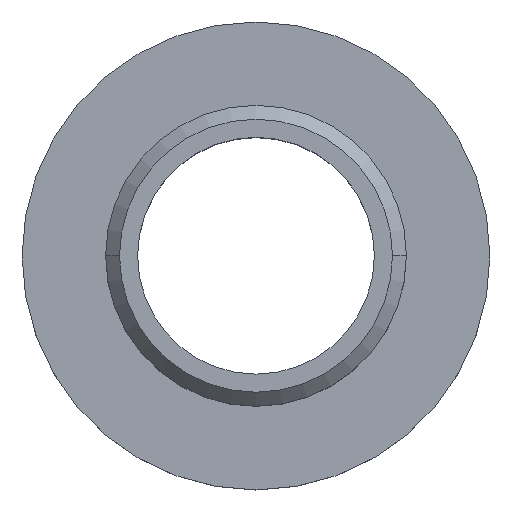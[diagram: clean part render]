
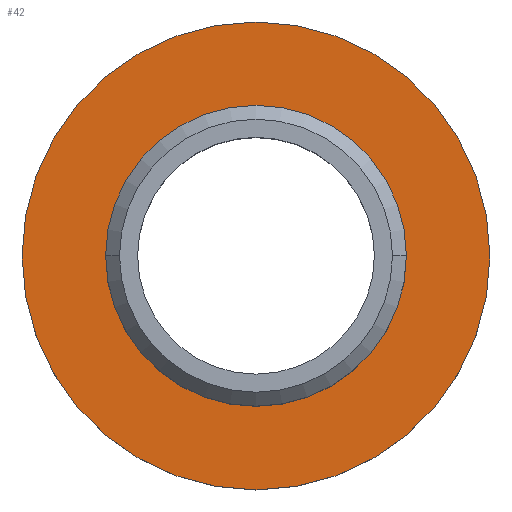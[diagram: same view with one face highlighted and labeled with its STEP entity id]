
A CAD part, top view. The second image highlights one B-rep face of the part: STEP entity #42.
In plain terms, the highlighted planar face has unit normal (0, 0, 1).
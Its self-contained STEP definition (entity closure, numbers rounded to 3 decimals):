
#6 = DIRECTION ( 'NONE',  ( 1., 0., 0. ) ) ;
#19 = ORIENTED_EDGE ( 'NONE', *, *, #152, .F. ) ;
#21 = FACE_OUTER_BOUND ( 'NONE', #137, .T. ) ;
#26 = AXIS2_PLACEMENT_3D ( 'NONE', #217, #162, #33 ) ;
#33 = DIRECTION ( 'NONE',  ( 1., 0., 0. ) ) ;
#37 = EDGE_CURVE ( 'NONE', #265, #277, #218, .T. ) ;
#42 = ADVANCED_FACE ( 'NONE', ( #21, #285 ), #233, .T. ) ;
#61 = DIRECTION ( 'NONE',  ( 0., 0., 1. ) ) ;
#75 = DIRECTION ( 'NONE',  ( 1., 0., 0. ) ) ;
#76 = VERTEX_POINT ( 'NONE', #340 ) ;
#84 = CIRCLE ( 'NONE', #26, 27. ) ;
#86 = AXIS2_PLACEMENT_3D ( 'NONE', #161, #292, #342 ) ;
#87 = CARTESIAN_POINT ( 'NONE',  ( 0., 0., -22. ) ) ;
#117 = AXIS2_PLACEMENT_3D ( 'NONE', #87, #61, #6 ) ;
#124 = ORIENTED_EDGE ( 'NONE', *, *, #326, .T. ) ;
#130 = AXIS2_PLACEMENT_3D ( 'NONE', #309, #208, #226 ) ;
#137 = EDGE_LOOP ( 'NONE', ( #262, #124 ) ) ;
#152 = EDGE_CURVE ( 'NONE', #76, #237, #168, .T. ) ;
#158 = CARTESIAN_POINT ( 'NONE',  ( 42., 0., -22. ) ) ;
#161 = CARTESIAN_POINT ( 'NONE',  ( 0., 0., -22. ) ) ;
#162 = DIRECTION ( 'NONE',  ( 0., 0., 1. ) ) ;
#168 = CIRCLE ( 'NONE', #86, 27. ) ;
#179 = CARTESIAN_POINT ( 'NONE',  ( 42., 0., -22. ) ) ;
#207 = ORIENTED_EDGE ( 'NONE', *, *, #279, .F. ) ;
#208 = DIRECTION ( 'NONE',  ( 0., 0., 1. ) ) ;
#217 = CARTESIAN_POINT ( 'NONE',  ( 0., 0., -22. ) ) ;
#218 = CIRCLE ( 'NONE', #130, 42. ) ;
#226 = DIRECTION ( 'NONE',  ( 1., 0., 0. ) ) ;
#233 = PLANE ( 'NONE',  #267 ) ;
#237 = VERTEX_POINT ( 'NONE', #257 ) ;
#257 = CARTESIAN_POINT ( 'NONE',  ( -27., 0., -22. ) ) ;
#262 = ORIENTED_EDGE ( 'NONE', *, *, #37, .T. ) ;
#265 = VERTEX_POINT ( 'NONE', #158 ) ;
#267 = AXIS2_PLACEMENT_3D ( 'NONE', #179, #287, #75 ) ;
#277 = VERTEX_POINT ( 'NONE', #313 ) ;
#279 = EDGE_CURVE ( 'NONE', #237, #76, #84, .T. ) ;
#285 = FACE_BOUND ( 'NONE', #314, .T. ) ;
#287 = DIRECTION ( 'NONE',  ( 0., 0., 1. ) ) ;
#292 = DIRECTION ( 'NONE',  ( 0., 0., 1. ) ) ;
#309 = CARTESIAN_POINT ( 'NONE',  ( 0., 0., -22. ) ) ;
#313 = CARTESIAN_POINT ( 'NONE',  ( -42., 0., -22. ) ) ;
#314 = EDGE_LOOP ( 'NONE', ( #19, #207 ) ) ;
#326 = EDGE_CURVE ( 'NONE', #277, #265, #328, .T. ) ;
#328 = CIRCLE ( 'NONE', #117, 42. ) ;
#340 = CARTESIAN_POINT ( 'NONE',  ( 27., 0., -22. ) ) ;
#342 = DIRECTION ( 'NONE',  ( 1., 0., 0. ) ) ;
